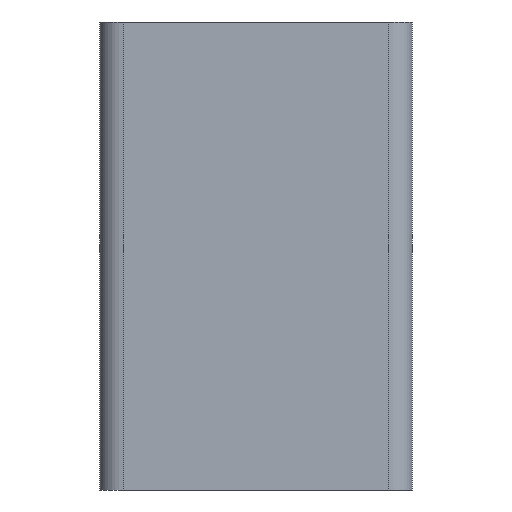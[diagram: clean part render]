
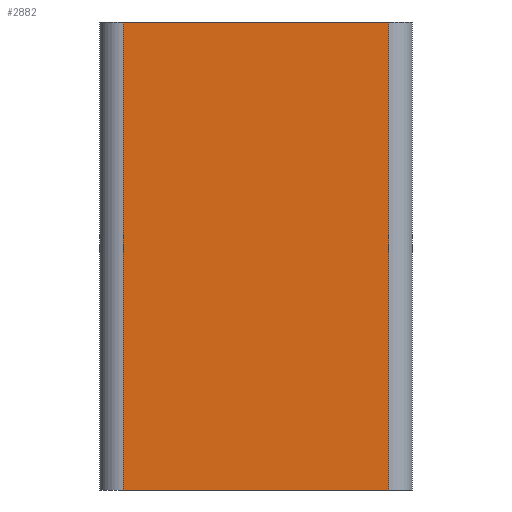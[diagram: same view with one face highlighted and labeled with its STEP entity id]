
A CAD part, left-side view. The second image highlights one B-rep face of the part: STEP entity #2882.
In plain terms, the highlighted planar face has unit normal (-1, 0, 0).
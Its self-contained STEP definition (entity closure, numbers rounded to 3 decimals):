
#165 = VERTEX_POINT ( 'NONE', #3024 ) ;
#340 = VERTEX_POINT ( 'NONE', #1676 ) ;
#454 = EDGE_LOOP ( 'NONE', ( #1347, #1152, #3757, #3713 ) ) ;
#464 = EDGE_CURVE ( 'NONE', #340, #2180, #2139, .T. ) ;
#487 = AXIS2_PLACEMENT_3D ( 'NONE', #1925, #3710, #1604 ) ;
#583 = VERTEX_POINT ( 'NONE', #2489 ) ;
#601 = VECTOR ( 'NONE', #1901, 1000. ) ;
#809 = EDGE_CURVE ( 'NONE', #583, #165, #2522, .T. ) ;
#1152 = ORIENTED_EDGE ( 'NONE', *, *, #3307, .F. ) ;
#1153 = CARTESIAN_POINT ( 'NONE',  ( -10., -8.5, 0. ) ) ;
#1190 = CARTESIAN_POINT ( 'NONE',  ( -10., 8.5, 0. ) ) ;
#1347 = ORIENTED_EDGE ( 'NONE', *, *, #809, .F. ) ;
#1476 = VECTOR ( 'NONE', #3685, 1000. ) ;
#1604 = DIRECTION ( 'NONE',  ( 0., -1., 0. ) ) ;
#1606 = VECTOR ( 'NONE', #2122, 1000. ) ;
#1676 = CARTESIAN_POINT ( 'NONE',  ( -10., 8.5, 0. ) ) ;
#1901 = DIRECTION ( 'NONE',  ( 0., 0., 1. ) ) ;
#1925 = CARTESIAN_POINT ( 'NONE',  ( -10., 8.5, 0. ) ) ;
#2122 = DIRECTION ( 'NONE',  ( 0., 0., 1. ) ) ;
#2139 = LINE ( 'NONE', #2766, #2418 ) ;
#2180 = VERTEX_POINT ( 'NONE', #1153 ) ;
#2418 = VECTOR ( 'NONE', #3091, 1000. ) ;
#2489 = CARTESIAN_POINT ( 'NONE',  ( -10., 8.5, 30. ) ) ;
#2522 = LINE ( 'NONE', #4368, #1476 ) ;
#2766 = CARTESIAN_POINT ( 'NONE',  ( -10., 8.5, 0. ) ) ;
#2882 = ADVANCED_FACE ( 'NONE', ( #4584 ), #3692, .T. ) ;
#3024 = CARTESIAN_POINT ( 'NONE',  ( -10., -8.5, 30. ) ) ;
#3091 = DIRECTION ( 'NONE',  ( 0., -1., 0. ) ) ;
#3307 = EDGE_CURVE ( 'NONE', #340, #583, #4419, .T. ) ;
#3685 = DIRECTION ( 'NONE',  ( 0., -1., 0. ) ) ;
#3692 = PLANE ( 'NONE',  #487 ) ;
#3710 = DIRECTION ( 'NONE',  ( -1., 0., 0. ) ) ;
#3713 = ORIENTED_EDGE ( 'NONE', *, *, #4587, .T. ) ;
#3757 = ORIENTED_EDGE ( 'NONE', *, *, #464, .T. ) ;
#4212 = CARTESIAN_POINT ( 'NONE',  ( -10., -8.5, 0. ) ) ;
#4345 = LINE ( 'NONE', #4212, #1606 ) ;
#4368 = CARTESIAN_POINT ( 'NONE',  ( -10., 8.5, 30. ) ) ;
#4419 = LINE ( 'NONE', #1190, #601 ) ;
#4584 = FACE_OUTER_BOUND ( 'NONE', #454, .T. ) ;
#4587 = EDGE_CURVE ( 'NONE', #2180, #165, #4345, .T. ) ;
